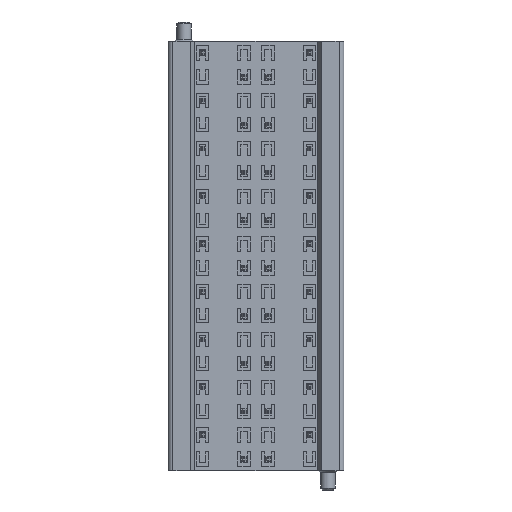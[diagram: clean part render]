
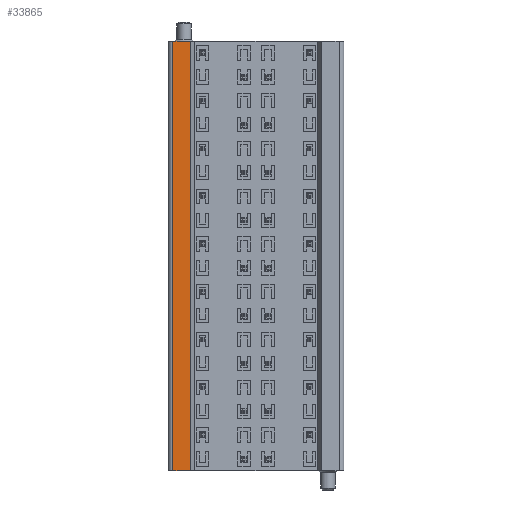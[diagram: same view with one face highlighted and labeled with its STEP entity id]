
A CAD part, front view. The second image highlights one B-rep face of the part: STEP entity #33865.
In plain terms, the highlighted planar face has unit normal (0, -1, 0).
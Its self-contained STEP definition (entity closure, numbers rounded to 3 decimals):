
#5268=DIRECTION('',(-1.,0.,0.));
#5269=VECTOR('',#5268,3.65);
#5270=CARTESIAN_POINT('',(-1488.657,-3768.091,-75.));
#5271=LINE('',#5270,#5269);
#5272=DIRECTION('',(0.,0.,1.));
#5273=VECTOR('',#5272,90.);
#5274=CARTESIAN_POINT('',(-1492.307,-3768.091,-75.));
#5275=LINE('',#5274,#5273);
#5276=DIRECTION('',(0.,0.,1.));
#5277=VECTOR('',#5276,90.);
#5278=CARTESIAN_POINT('',(-1488.657,-3768.091,-75.));
#5279=LINE('',#5278,#5277);
#16724=DIRECTION('',(-1.,0.,0.));
#16725=VECTOR('',#16724,3.65);
#16726=CARTESIAN_POINT('',(-1488.657,-3768.091,
15.));
#16727=LINE('',#16726,#16725);
#17138=CARTESIAN_POINT('',(-1488.657,-3768.091,
15.));
#17139=VERTEX_POINT('',#17138);
#17140=CARTESIAN_POINT('',(-1492.307,-3768.091,
15.));
#17141=VERTEX_POINT('',#17140);
#21236=CARTESIAN_POINT('',(-1492.307,-3768.091,-75.));
#21237=VERTEX_POINT('',#21236);
#21238=CARTESIAN_POINT('',(-1488.657,-3768.091,-75.));
#21239=VERTEX_POINT('',#21238);
#33851=CARTESIAN_POINT('',(-1492.307,-3768.091,
10.));
#33852=DIRECTION('',(0.,1.,0.));
#33853=DIRECTION('',(1.,0.,0.));
#33854=AXIS2_PLACEMENT_3D('',#33851,#33852,#33853);
#33855=PLANE('',#33854);
#33857=ORIENTED_EDGE('',*,*,#33856,.F.);
#33859=ORIENTED_EDGE('',*,*,#33858,.T.);
#33860=ORIENTED_EDGE('',*,*,#33834,.T.);
#33862=ORIENTED_EDGE('',*,*,#33861,.F.);
#33863=EDGE_LOOP('',(#33857,#33859,#33860,#33862));
#33864=FACE_OUTER_BOUND('',#33863,.F.);
#33834=EDGE_CURVE('',#21237,#17141,#5275,.T.);
#33856=EDGE_CURVE('',#21239,#17139,#5279,.T.);
#33858=EDGE_CURVE('',#21239,#21237,#5271,.T.);
#33861=EDGE_CURVE('',#17139,#17141,#16727,.T.);
#33865=ADVANCED_FACE('',(#33864),#33855,.F.);
